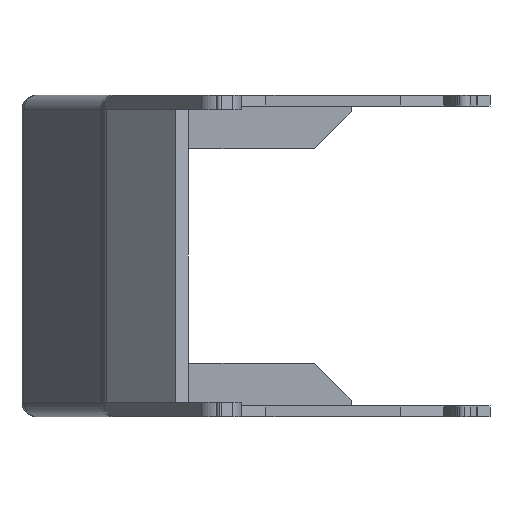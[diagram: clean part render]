
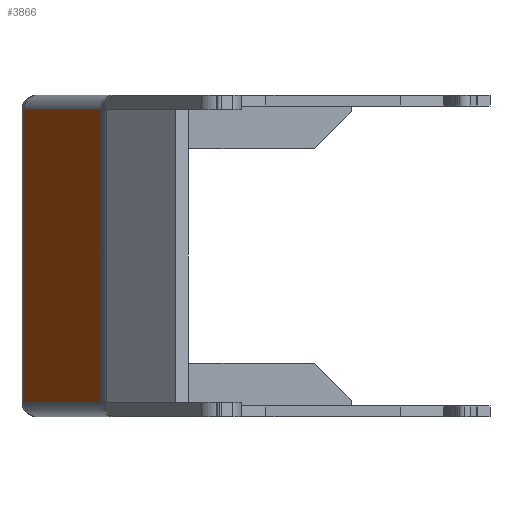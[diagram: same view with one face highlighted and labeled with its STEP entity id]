
A CAD part, left-side view. The second image highlights one B-rep face of the part: STEP entity #3866.
In plain terms, the highlighted planar face has unit normal (-0.5, 0.866, 0).
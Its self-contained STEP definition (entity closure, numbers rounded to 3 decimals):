
#233 = EDGE_CURVE ( 'NONE', #2977, #1663, #339, .T. ) ;
#299 = CARTESIAN_POINT ( 'NONE',  ( 100.041, 27.972, -42. ) ) ;
#339 = LINE ( 'NONE', #891, #3878 ) ;
#351 = VERTEX_POINT ( 'NONE', #1565 ) ;
#506 = LINE ( 'NONE', #1584, #3800 ) ;
#585 = CARTESIAN_POINT ( 'NONE',  ( 99.577, 27.704, -44. ) ) ;
#891 = CARTESIAN_POINT ( 'NONE',  ( 100.041, 27.972, -42. ) ) ;
#1059 = DIRECTION ( 'NONE',  ( 0., 0., -1. ) ) ;
#1203 = AXIS2_PLACEMENT_3D ( 'NONE', #585, #3751, #4076 ) ;
#1216 = EDGE_CURVE ( 'NONE', #1494, #2977, #1254, .T. ) ;
#1254 = LINE ( 'NONE', #2938, #1991 ) ;
#1299 = EDGE_LOOP ( 'NONE', ( #1616, #3425, #1730, #2266 ) ) ;
#1494 = VERTEX_POINT ( 'NONE', #1502 ) ;
#1501 = EDGE_CURVE ( 'NONE', #1663, #351, #3863, .T. ) ;
#1502 = CARTESIAN_POINT ( 'NONE',  ( 118.165, 38.436, -2. ) ) ;
#1565 = CARTESIAN_POINT ( 'NONE',  ( 100.041, 27.972, -2. ) ) ;
#1584 = CARTESIAN_POINT ( 'NONE',  ( 99.577, 27.704, -2. ) ) ;
#1616 = ORIENTED_EDGE ( 'NONE', *, *, #1501, .T. ) ;
#1663 = VERTEX_POINT ( 'NONE', #299 ) ;
#1730 = ORIENTED_EDGE ( 'NONE', *, *, #1216, .T. ) ;
#1876 = FACE_OUTER_BOUND ( 'NONE', #1299, .T. ) ;
#1991 = VECTOR ( 'NONE', #1059, 1000. ) ;
#2073 = VECTOR ( 'NONE', #2118, 1000. ) ;
#2118 = DIRECTION ( 'NONE',  ( 0., 0., 1. ) ) ;
#2154 = DIRECTION ( 'NONE',  ( -0.866, -0.5, 0. ) ) ;
#2266 = ORIENTED_EDGE ( 'NONE', *, *, #233, .T. ) ;
#2450 = PLANE ( 'NONE',  #1203 ) ;
#2638 = CARTESIAN_POINT ( 'NONE',  ( 118.165, 38.436, -42. ) ) ;
#2938 = CARTESIAN_POINT ( 'NONE',  ( 118.165, 38.436, -44. ) ) ;
#2977 = VERTEX_POINT ( 'NONE', #2638 ) ;
#3333 = EDGE_CURVE ( 'NONE', #351, #1494, #506, .T. ) ;
#3425 = ORIENTED_EDGE ( 'NONE', *, *, #3333, .T. ) ;
#3664 = CARTESIAN_POINT ( 'NONE',  ( 100.041, 27.972, 0. ) ) ;
#3751 = DIRECTION ( 'NONE',  ( -0.5, 0.866, 0. ) ) ;
#3792 = DIRECTION ( 'NONE',  ( 0.866, 0.5, 0. ) ) ;
#3800 = VECTOR ( 'NONE', #3792, 1000. ) ;
#3863 = LINE ( 'NONE', #3664, #2073 ) ;
#3866 = ADVANCED_FACE ( 'NONE', ( #1876 ), #2450, .T. ) ;
#3878 = VECTOR ( 'NONE', #2154, 1000. ) ;
#4076 = DIRECTION ( 'NONE',  ( -0.866, -0.5, 0. ) ) ;
